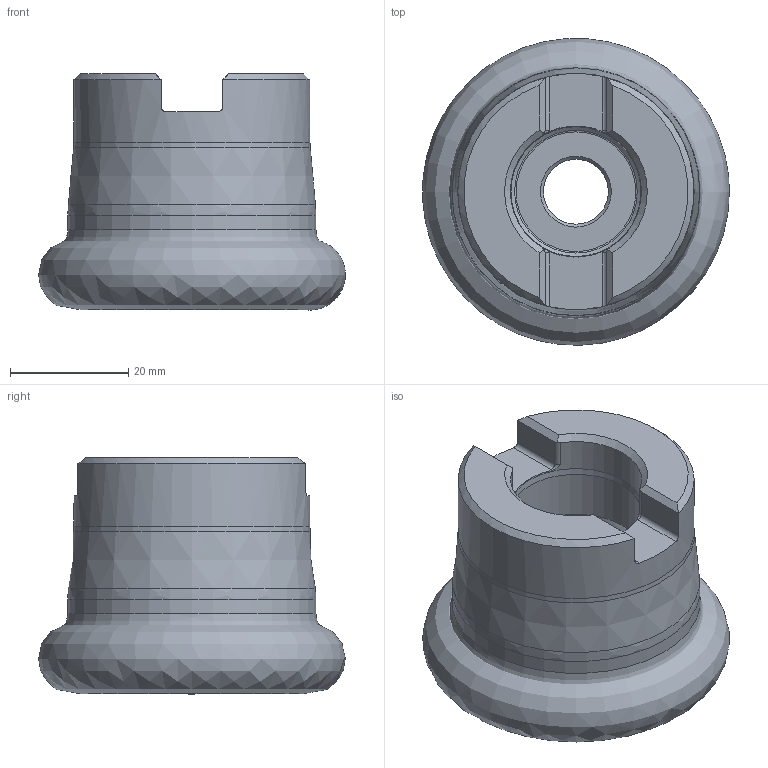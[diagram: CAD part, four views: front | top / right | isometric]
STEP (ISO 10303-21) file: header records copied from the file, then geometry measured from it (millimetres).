
FILE_DESCRIPTION(/* description */ (''),/* implementation_level */ '2;1');
FILE_NAME(/* name */ '52A05R_SMORC12_C_115009993ndi000_00_SIM.stp',/* time_stamp */ '2019-12-05T06:54:50+01:00',/* author */ (''),/* organization */ (''),/* preprocessor_version */ 'ST-DEVELOPER v16.7',/* originating_system */ 'SIEMENS PLM Software NX 12.0',/* authorisation */ '');
FILE_SCHEMA (('AUTOMOTIVE_DESIGN { 1 0 10303 214 3 1 1 1 }'));
Length unit declared in the file: millimetre
Products named in the file (1): pp0732705CD70xkf
Bounding box: 51.97 x 51.93 x 40 mm (x, y, z)
Volume: 52807.9 mm3; surface area: 14729.7 mm2
Topology: 2 solids, 2 shells, 58 faces, 142 edges, 86 vertices
Faces by surface type: cylinder 20, plane 14, cone 11, torus 11, bspline 2
Full cylindrical faces by diameter (mm): 11 x1, 18.1 x1, 22.006 x1, 22.2 x1, 40 x1, 42 x1
Entity records: 6561 total; most frequent: CARTESIAN_POINT 5318, DIRECTION 250, ORIENTED_EDGE 224, EDGE_CURVE 112, AXIS2_PLACEMENT_3D 109, EDGE_LOOP 80, VERTEX_POINT 79, ADVANCED_FACE 58
